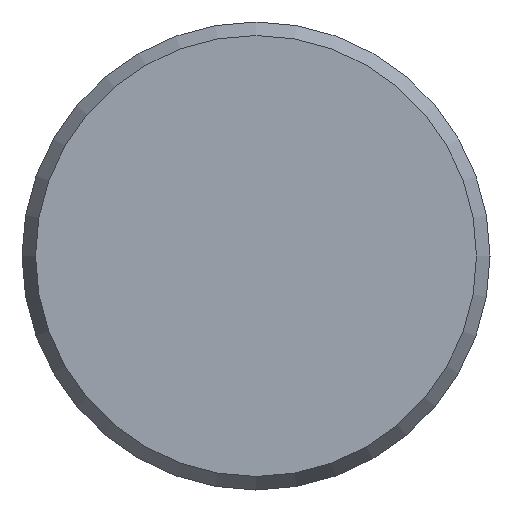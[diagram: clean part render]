
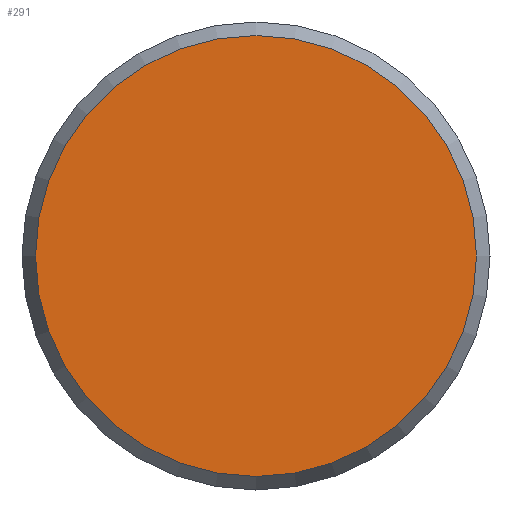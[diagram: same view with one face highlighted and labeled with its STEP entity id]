
A CAD part, left-side view. The second image highlights one B-rep face of the part: STEP entity #291.
In plain terms, the highlighted planar face has unit normal (-1, 0, 0).
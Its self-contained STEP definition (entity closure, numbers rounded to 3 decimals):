
#12 = CARTESIAN_POINT ( 'NONE',  ( -24., 9.423, 0. ) ) ;
#38 = DIRECTION ( 'NONE',  ( 0., 0., -1. ) ) ;
#54 = DIRECTION ( 'NONE',  ( -1., 0., 0. ) ) ;
#56 = FACE_OUTER_BOUND ( 'NONE', #145, .T. ) ;
#64 = ORIENTED_EDGE ( 'NONE', *, *, #163, .T. ) ;
#73 = AXIS2_PLACEMENT_3D ( 'NONE', #248, #54, #222 ) ;
#85 = CARTESIAN_POINT ( 'NONE',  ( -24., 0., 9.423 ) ) ;
#129 = AXIS2_PLACEMENT_3D ( 'NONE', #12, #214, #38 ) ;
#142 = VERTEX_POINT ( 'NONE', #85 ) ;
#145 = EDGE_LOOP ( 'NONE', ( #64 ) ) ;
#163 = EDGE_CURVE ( 'NONE', #142, #142, #249, .T. ) ;
#192 = PLANE ( 'NONE',  #129 ) ;
#214 = DIRECTION ( 'NONE',  ( 1., 0., 0. ) ) ;
#222 = DIRECTION ( 'NONE',  ( 0., 0., 1. ) ) ;
#248 = CARTESIAN_POINT ( 'NONE',  ( -24., 0., 0. ) ) ;
#249 = CIRCLE ( 'NONE', #73, 9.423 ) ;
#291 = ADVANCED_FACE ( 'NONE', ( #56 ), #192, .F. ) ;
